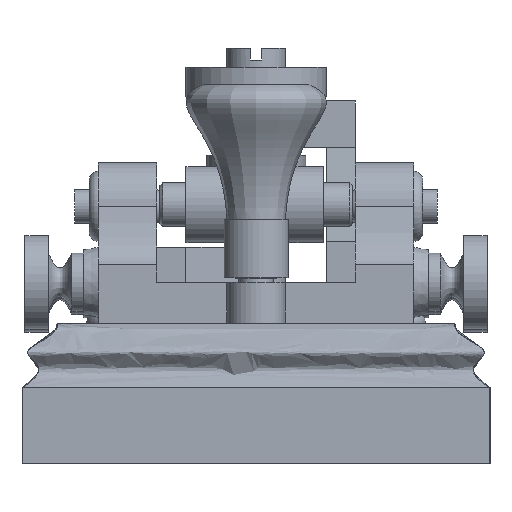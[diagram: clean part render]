
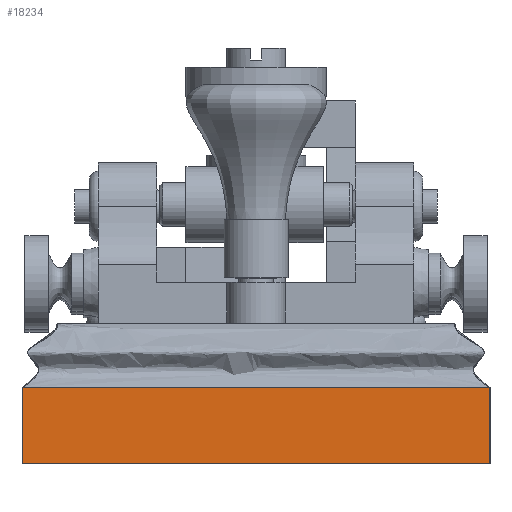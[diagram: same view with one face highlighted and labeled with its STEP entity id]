
A CAD part, front view. The second image highlights one B-rep face of the part: STEP entity #18234.
In plain terms, the highlighted face is planar.
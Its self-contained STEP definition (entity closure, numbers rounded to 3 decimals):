
#2239=PLANE('',#19226);
#3214=FACE_OUTER_BOUND('',#4368,.T.);
#4368=EDGE_LOOP('',(#16947,#16948,#16949,#16950));
#5754=LINE('',#36473,#7188);
#5768=LINE('',#36813,#7202);
#5774=LINE('',#36920,#7208);
#5795=LINE('',#37010,#7229);
#7188=VECTOR('',#21936,10.);
#7202=VECTOR('',#22022,10.);
#7208=VECTOR('',#22030,10.);
#7229=VECTOR('',#22143,10.);
#9179=VERTEX_POINT('',#36471);
#9180=VERTEX_POINT('',#36472);
#9206=VERTEX_POINT('',#36634);
#9209=VERTEX_POINT('',#36768);
#11739=EDGE_CURVE('',#9179,#9180,#5754,.T.);
#11775=EDGE_CURVE('',#9180,#9206,#5768,.T.);
#11781=EDGE_CURVE('',#9206,#9209,#5774,.T.);
#11823=EDGE_CURVE('',#9179,#9209,#5795,.T.);
#16947=ORIENTED_EDGE('',*,*,#11781,.T.);
#16948=ORIENTED_EDGE('',*,*,#11823,.F.);
#16949=ORIENTED_EDGE('',*,*,#11739,.T.);
#16950=ORIENTED_EDGE('',*,*,#11775,.T.);
#18234=ADVANCED_FACE('',(#3214),#2239,.T.);
#19226=AXIS2_PLACEMENT_3D('',#37011,#22144,#22145);
#21936=DIRECTION('',(0.,-1.,0.));
#22022=DIRECTION('',(0.,0.,1.));
#22030=DIRECTION('',(0.,1.,0.));
#22143=DIRECTION('',(0.,0.,1.));
#22144=DIRECTION('center_axis',(-1.,0.,0.));
#22145=DIRECTION('ref_axis',(0.,-1.,0.));
#36471=CARTESIAN_POINT('',(0.,80.,0.));
#36472=CARTESIAN_POINT('',(0.,0.,0.));
#36473=CARTESIAN_POINT('',(0.,80.,0.));
#36634=CARTESIAN_POINT('',(0.,0.,13.));
#36768=CARTESIAN_POINT('',(0.,80.,13.));
#36813=CARTESIAN_POINT('',(0.,0.,0.));
#36920=CARTESIAN_POINT('',(0.,80.,13.));
#37010=CARTESIAN_POINT('',(0.,80.,0.));
#37011=CARTESIAN_POINT('Origin',(0.,80.,0.));
